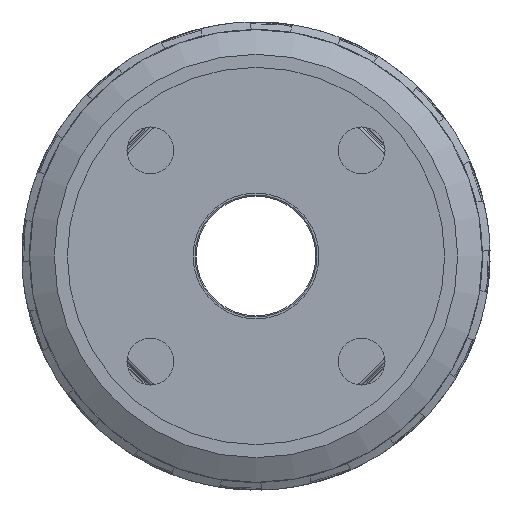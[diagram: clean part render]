
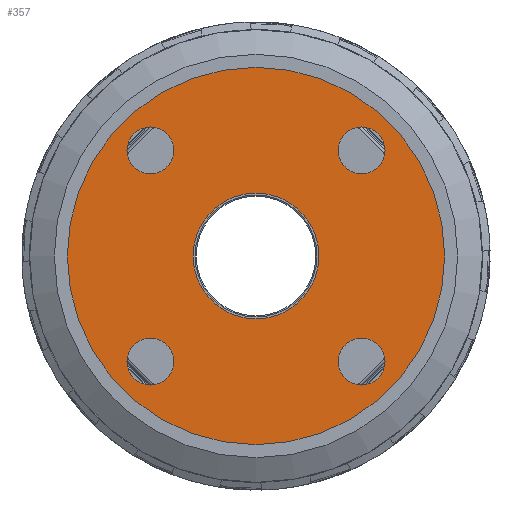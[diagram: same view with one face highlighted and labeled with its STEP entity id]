
A CAD part, front view. The second image highlights one B-rep face of the part: STEP entity #357.
In plain terms, the highlighted planar face has unit normal (0, -1, 0).
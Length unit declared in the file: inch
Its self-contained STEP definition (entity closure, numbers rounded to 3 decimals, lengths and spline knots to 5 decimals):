
#107=CARTESIAN_POINT('',(-1.30688,-15.16907,-1.67938));
#108=VERTEX_POINT('',#107);
#109=CARTESIAN_POINT('',(-1.67938,-15.16907,-1.67938));
#110=DIRECTION('',(0.0,1.0,0.0));
#111=DIRECTION('',(-1.0,0.0,0.0));
#112=AXIS2_PLACEMENT_3D('',#109,#110,#111);
#113=CIRCLE('',#112,0.3725);
#114=EDGE_CURVE('',#108,#108,#113,.T.);
#135=CARTESIAN_POINT('',(1.67938,-15.16907,-1.30688));
#136=VERTEX_POINT('',#135);
#137=CARTESIAN_POINT('',(1.67938,-15.16907,-1.67938));
#138=DIRECTION('',(0.0,1.0,0.0));
#139=DIRECTION('',(0.0,0.0,-1.0));
#140=AXIS2_PLACEMENT_3D('',#137,#138,#139);
#141=CIRCLE('',#140,0.3725);
#142=EDGE_CURVE('',#136,#136,#141,.T.);
#163=CARTESIAN_POINT('',(1.30688,-15.16907,1.67938));
#164=VERTEX_POINT('',#163);
#165=CARTESIAN_POINT('',(1.67938,-15.16907,1.67938));
#166=DIRECTION('',(0.0,1.0,0.0));
#167=DIRECTION('',(1.0,0.0,0.0));
#168=AXIS2_PLACEMENT_3D('',#165,#166,#167);
#169=CIRCLE('',#168,0.3725);
#170=EDGE_CURVE('',#164,#164,#169,.T.);
#191=CARTESIAN_POINT('',(-1.67938,-15.16907,1.30688));
#192=VERTEX_POINT('',#191);
#193=CARTESIAN_POINT('',(-1.67938,-15.16907,1.67938));
#194=DIRECTION('',(0.0,1.0,0.0));
#195=DIRECTION('',(0.0,0.0,1.0));
#196=AXIS2_PLACEMENT_3D('',#193,#194,#195);
#197=CIRCLE('',#196,0.3725);
#198=EDGE_CURVE('',#192,#192,#197,.T.);
#230=CARTESIAN_POINT('',(-3.0,-15.16907,0.0));
#231=VERTEX_POINT('',#230);
#232=CARTESIAN_POINT('',(0.,-15.16907,0.0));
#233=DIRECTION('',(0.0,1.0,0.0));
#234=DIRECTION('',(-1.0,0.0,0.0));
#235=AXIS2_PLACEMENT_3D('',#232,#233,#234);
#236=CIRCLE('',#235,3.0);
#237=EDGE_CURVE('',#231,#231,#236,.T.);
#311=CARTESIAN_POINT('',(-1.,-15.16907,0.0));
#312=VERTEX_POINT('',#311);
#313=CARTESIAN_POINT('',(0.,-15.16907,0.0));
#314=DIRECTION('',(0.0,1.0,0.0));
#315=DIRECTION('',(-1.0,0.0,0.0));
#316=AXIS2_PLACEMENT_3D('',#313,#314,#315);
#317=CIRCLE('',#316,1.0);
#318=EDGE_CURVE('',#312,#312,#317,.T.);
#334=CARTESIAN_POINT('',(-2.,-15.16907,0.0));
#335=DIRECTION('',(0.0,-1.0,0.0));
#336=DIRECTION('',(0.0,0.0,1.0));
#337=AXIS2_PLACEMENT_3D('',#334,#335,#336);
#338=PLANE('',#337);
#339=ORIENTED_EDGE('',*,*,#237,.F.);
#340=EDGE_LOOP('',(#339));
#341=FACE_OUTER_BOUND('',#340,.T.);
#342=ORIENTED_EDGE('',*,*,#114,.T.);
#343=EDGE_LOOP('',(#342));
#344=FACE_BOUND('',#343,.T.);
#345=ORIENTED_EDGE('',*,*,#142,.T.);
#346=EDGE_LOOP('',(#345));
#347=FACE_BOUND('',#346,.T.);
#348=ORIENTED_EDGE('',*,*,#170,.T.);
#349=EDGE_LOOP('',(#348));
#350=FACE_BOUND('',#349,.T.);
#351=ORIENTED_EDGE('',*,*,#198,.T.);
#352=EDGE_LOOP('',(#351));
#353=FACE_BOUND('',#352,.T.);
#354=ORIENTED_EDGE('',*,*,#318,.T.);
#355=EDGE_LOOP('',(#354));
#356=FACE_BOUND('',#355,.T.);
#357=ADVANCED_FACE('',(#341,#344,#347,#350,#353,#356),#338,.T.);
